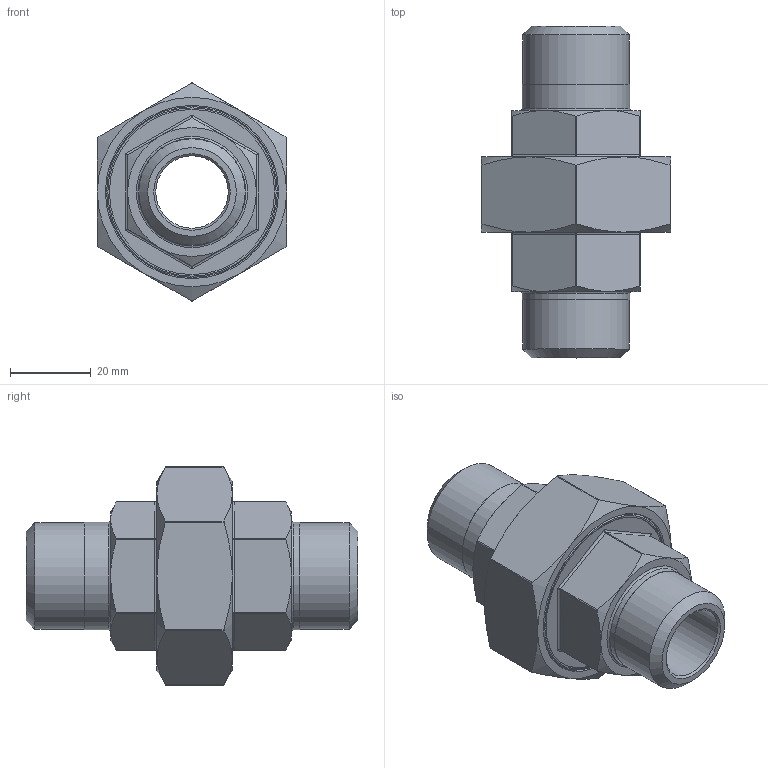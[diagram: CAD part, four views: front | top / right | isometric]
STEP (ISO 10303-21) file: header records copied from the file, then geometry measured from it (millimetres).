
FILE_DESCRIPTION(/* description */ (''),/* implementation_level */ '2;1');
FILE_NAME(/* name */ 'TB28383045 Aschl.stp',/* time_stamp */ '2018-02-01T10:33:20+01:00',/* author */ ('hochmair'),/* organization */ ('DACAPO Stainless'),/* preprocessor_version */ 'ST-DEVELOPER v16.13',/* originating_system */ 'Autodesk Inventor 2018',/* authorisation */ '');
FILE_SCHEMA (('AUTOMOTIVE_DESIGN { 1 0 10303 214 3 1 1 }'));
Length unit declared in the file: millimetre
Products named in the file (1): TB28383045
Bounding box: 47 x 82.4 x 54.18 mm (x, y, z)
Volume: 53106.9 mm3; surface area: 17223.8 mm2
Topology: 1 solids, 1 shells, 117 faces, 273 edges, 156 vertices
Faces by surface type: cylinder 40, cone 32, plane 30, bspline 12, torus 3
Full cylindrical faces by diameter (mm): 18 x2, 22 x1, 26.441 x2, 26.641 x2, 41 x1, 42.4 x1, 43 x1
Entity records: 3317 total; most frequent: CARTESIAN_POINT 886, DIRECTION 524, ORIENTED_EDGE 468, EDGE_CURVE 234, AXIS2_PLACEMENT_3D 232, EDGE_LOOP 150, VERTEX_POINT 150, FACE_OUTER_BOUND 117
